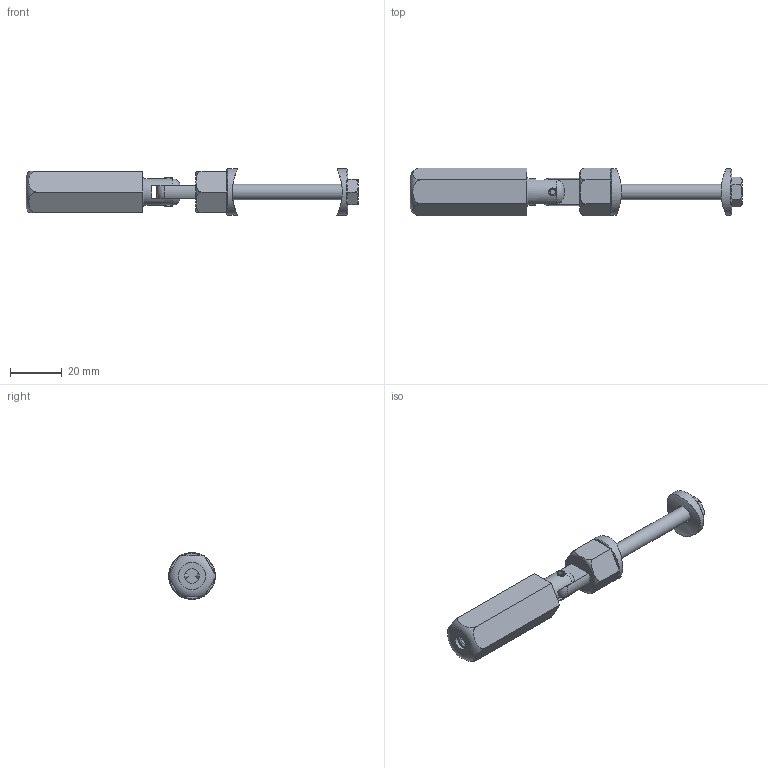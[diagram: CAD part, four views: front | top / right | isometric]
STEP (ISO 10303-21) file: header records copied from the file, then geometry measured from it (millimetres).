
FILE_DESCRIPTION (( 'STEP AP203' ), '1' );
FILE_NAME ('100054005.step', '2023-11-03T12:37:04', ( '' ), ( '' ), 'SwSTEP 2.0', 'SolidWorks 2018', '' );
FILE_SCHEMA (( 'CONFIG_CONTROL_DESIGN' ));
Length unit declared in the file: millimetre
Products named in the file (9): 10005400X Teil7_100054x05 Teil7; 10005400X Teil5_100054x05 Teil5; 10005400X Teil3_100054x04 Teil3; 10005400X Teil2_100054x05 Teil2; 10005400X Teil1_100054x05 Teil1; 10005400X Teil4_100054005 Teil4; 100054005; 10005400X Teil8_100054x05 Teil8; 10005400X Teil6_100054005 Teil6
Assembly tree (11 placements, depth 2):
  100054005
    10005400X Teil2_100054x05 Teil2
    10005400X Teil7_100054x05 Teil7  x3
    10005400X Teil1_100054x05 Teil1
    10005400X Teil3_100054x04 Teil3
    10005400X Teil4_100054005 Teil4
    10005400X Teil8_100054x05 Teil8
    10005400X Teil6_100054005 Teil6  x2
    10005400X Teil5_100054x05 Teil5
Bounding box: 128.12 x 18.48 x 18 mm (x, y, z)
Volume: 15059.9 mm3; surface area: 11414.5 mm2
Topology: 11 solids, 11 shells, 339 faces, 861 edges, 569 vertices
Faces by surface type: plane 177, bspline 109, cylinder 28, cone 19, torus 6
Full cylindrical faces by diameter (mm): 2 x2, 3 x1, 3.1 x2, 3.2 x1, 4.2 x3, 5 x4, 5.5 x1, 6 x2, 7 x2, 10.4 x1, 10.8 x1, 11 x1, 12 x1, 18 x2
Entity records: 18074 total; most frequent: CARTESIAN_POINT 10431, ORIENTED_EDGE 1500, DIRECTION 978, EDGE_CURVE 750, VERTEX_POINT 517, VECTOR 428, LINE 428, EDGE_LOOP 393
